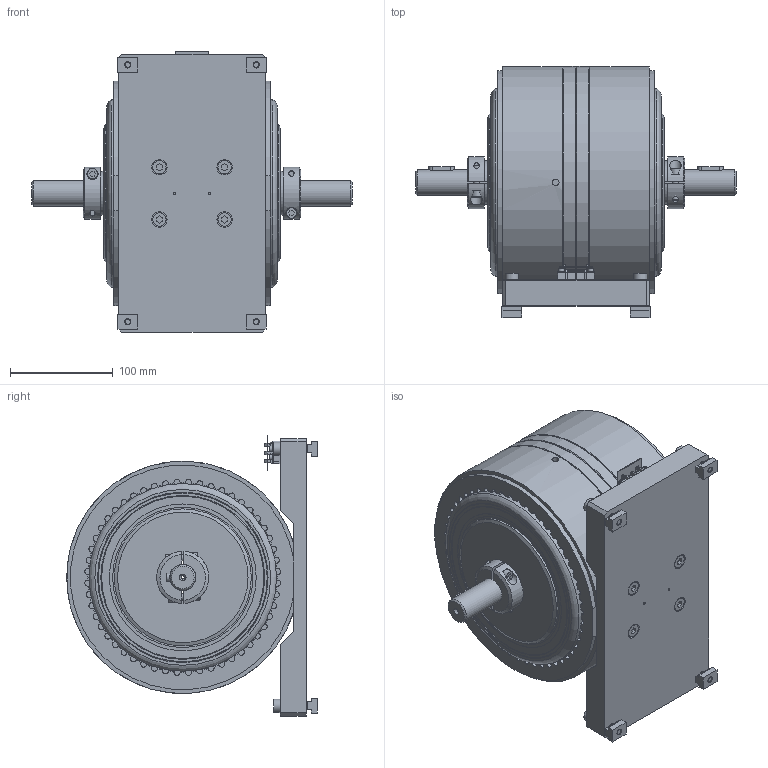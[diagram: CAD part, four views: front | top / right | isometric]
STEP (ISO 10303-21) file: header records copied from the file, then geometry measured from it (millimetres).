
FILE_DESCRIPTION (( 'STEP AP214' ), '1' );
FILE_NAME ('CHB-24_B_EF.STEP', '2016-08-11T20:38:35', ( 'magtrol' ), ( '' ), 'SwSTEP 2.0', 'SolidWorks 2015', '' );
FILE_SCHEMA (( 'AUTOMOTIVE_DESIGN' ));
Length unit declared in the file: inch
Products named in the file (1): CHB-24_B_EF
Bounding box: 311.61 x 244.03 x 272.67 mm (x, y, z)
Surface area: 468189.8 mm2 (no closed solid volume)
Topology: 0 solids, 57 shells, 557 faces, 2304 edges, 1805 vertices
Faces by surface type: plane 263, cylinder 194, cone 93, torus 7
Full cylindrical faces by diameter (mm): 2.5 x2, 3.175 x2, 5 x4, 5.512 x4, 6 x8, 6.35 x2, 10.008 x4, 13 x8, 15 x4, 24.994 x2, 42.672 x2, 133.35 x2, 136.525 x2, 142.875 x2, 226.06 x2
Entity records: 32007 total; most frequent: CARTESIAN_POINT 6731, DIRECTION 3610, ORIENTED_EDGE 3133, EDGE_CURVE 2209, VERTEX_POINT 1794, AXIS2_PLACEMENT_3D 1303, VECTOR 1004, LINE 1004
